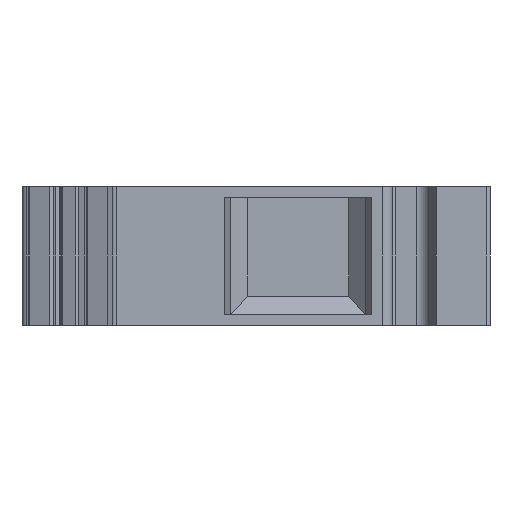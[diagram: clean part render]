
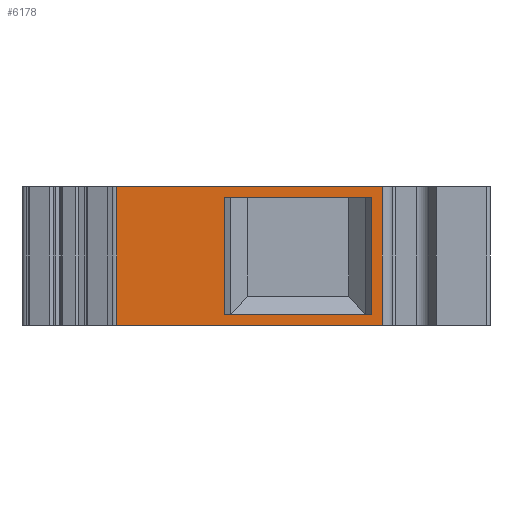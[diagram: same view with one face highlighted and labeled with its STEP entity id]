
A CAD part, left-side view. The second image highlights one B-rep face of the part: STEP entity #6178.
In plain terms, the highlighted face is planar.
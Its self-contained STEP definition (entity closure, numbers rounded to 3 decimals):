
#487=DIRECTION('',(1.,0.,0.));
#488=VECTOR('',#487,39.41);
#489=CARTESIAN_POINT('',(131.432,491.933,0.));
#490=LINE('',#489,#488);
#1741=DIRECTION('',(0.,0.,1.));
#1742=VECTOR('',#1741,20.5);
#1743=CARTESIAN_POINT('',(131.432,491.933,-20.5));
#1744=LINE('',#1743,#1742);
#1755=DIRECTION('',(1.,0.,0.));
#1756=VECTOR('',#1755,39.41);
#1757=CARTESIAN_POINT('',(131.432,491.933,-20.5));
#1758=LINE('',#1757,#1756);
#1769=DIRECTION('',(0.,0.,-1.));
#1770=VECTOR('',#1769,20.5);
#1771=CARTESIAN_POINT('',(170.842,491.933,0.));
#1772=LINE('',#1771,#1770);
#3351=DIRECTION('',(1.,0.,0.));
#3352=VECTOR('',#3351,21.876);
#3353=CARTESIAN_POINT('',(147.404,491.933,-19.));
#3354=LINE('',#3353,#3352);
#3358=DIRECTION('',(0.,0.,-1.));
#3359=VECTOR('',#3358,17.4);
#3360=CARTESIAN_POINT('',(147.404,491.933,-1.6));
#3361=LINE('',#3360,#3359);
#3379=DIRECTION('',(-1.,0.,0.));
#3380=VECTOR('',#3379,21.876);
#3381=CARTESIAN_POINT('',(169.28,491.933,-1.6));
#3382=LINE('',#3381,#3380);
#3505=DIRECTION('',(0.,0.,1.));
#3506=VECTOR('',#3505,17.4);
#3507=CARTESIAN_POINT('',(169.28,491.933,-19.));
#3508=LINE('',#3507,#3506);
#3861=CARTESIAN_POINT('',(170.842,491.933,0.));
#3862=VERTEX_POINT('',#3861);
#3863=CARTESIAN_POINT('',(131.432,491.933,0.));
#3864=VERTEX_POINT('',#3863);
#4207=CARTESIAN_POINT('',(131.432,491.933,-20.5));
#4208=VERTEX_POINT('',#4207);
#4209=CARTESIAN_POINT('',(170.842,491.933,-20.5));
#4210=VERTEX_POINT('',#4209);
#4359=CARTESIAN_POINT('',(169.28,491.933,-19.));
#4360=CARTESIAN_POINT('',(169.28,491.933,-1.6));
#4361=VERTEX_POINT('',#4359);
#4362=VERTEX_POINT('',#4360);
#4363=CARTESIAN_POINT('',(147.404,491.933,-1.6));
#4364=VERTEX_POINT('',#4363);
#4365=CARTESIAN_POINT('',(147.404,491.933,-19.));
#4366=VERTEX_POINT('',#4365);
#6155=CARTESIAN_POINT('',(131.432,491.933,0.));
#6156=DIRECTION('',(0.,-1.,0.));
#6157=DIRECTION('',(-1.,0.,0.));
#6158=AXIS2_PLACEMENT_3D('',#6155,#6156,#6157);
#6159=PLANE('',#6158);
#6160=ORIENTED_EDGE('',*,*,#4532,.T.);
#6162=ORIENTED_EDGE('',*,*,#6161,.T.);
#6164=ORIENTED_EDGE('',*,*,#6163,.F.);
#6165=ORIENTED_EDGE('',*,*,#6140,.T.);
#6166=EDGE_LOOP('',(#6160,#6162,#6164,#6165));
#6167=FACE_OUTER_BOUND('',#6166,.F.);
#6169=ORIENTED_EDGE('',*,*,#6168,.T.);
#6171=ORIENTED_EDGE('',*,*,#6170,.T.);
#6173=ORIENTED_EDGE('',*,*,#6172,.T.);
#6175=ORIENTED_EDGE('',*,*,#6174,.T.);
#6176=EDGE_LOOP('',(#6169,#6171,#6173,#6175));
#6177=FACE_BOUND('',#6176,.F.);
#4532=EDGE_CURVE('',#3864,#3862,#490,.T.);
#6140=EDGE_CURVE('',#4208,#3864,#1744,.T.);
#6161=EDGE_CURVE('',#3862,#4210,#1772,.T.);
#6163=EDGE_CURVE('',#4208,#4210,#1758,.T.);
#6168=EDGE_CURVE('',#4366,#4361,#3354,.T.);
#6170=EDGE_CURVE('',#4361,#4362,#3508,.T.);
#6172=EDGE_CURVE('',#4362,#4364,#3382,.T.);
#6174=EDGE_CURVE('',#4364,#4366,#3361,.T.);
#6178=ADVANCED_FACE('',(#6167,#6177),#6159,.T.);
